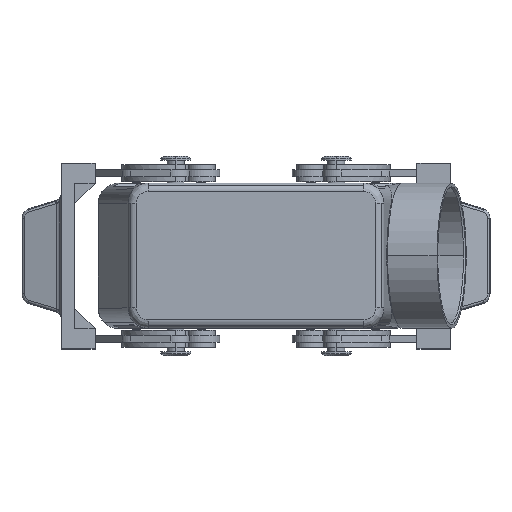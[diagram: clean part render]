
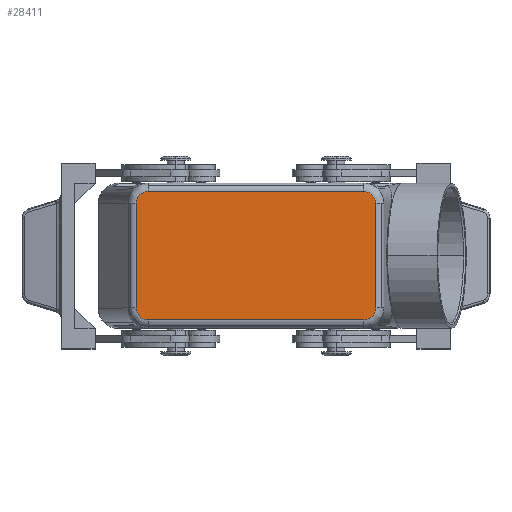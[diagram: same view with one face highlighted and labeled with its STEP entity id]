
A CAD part, top view. The second image highlights one B-rep face of the part: STEP entity #28411.
In plain terms, the highlighted planar face has unit normal (0, 0, 1).
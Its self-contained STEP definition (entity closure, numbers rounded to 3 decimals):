
#1744=CARTESIAN_POINT('',(-35.448,-15.5,76.0));
#1745=VERTEX_POINT('',#1744);
#1753=CARTESIAN_POINT('',(-35.448,15.5,76.0));
#1754=VERTEX_POINT('',#1753);
#1755=CARTESIAN_POINT('',(-35.448,-15.5,76.0));
#1756=DIRECTION('',(0.0,1.0,0.0));
#1757=VECTOR('',#1756,31.);
#1758=LINE('',#1755,#1757);
#1759=EDGE_CURVE('',#1745,#1754,#1758,.T.);
#28274=CARTESIAN_POINT('',(31.88,19.0,76.0));
#28275=VERTEX_POINT('',#28274);
#28283=CARTESIAN_POINT('',(35.448,15.5,76.0));
#28284=VERTEX_POINT('',#28283);
#28285=CARTESIAN_POINT('',(31.88,15.5,76.0));
#28286=DIRECTION('',(0.0,0.0,-1.0));
#28287=DIRECTION('',(1.0,0.0,0.0));
#28288=AXIS2_PLACEMENT_3D('',#28285,#28286,#28287);
#28289=ELLIPSE('',#28288,3.569,3.5);
#28290=EDGE_CURVE('',#28275,#28284,#28289,.T.);
#28344=CARTESIAN_POINT('',(35.448,-15.5,76.0));
#28345=VERTEX_POINT('',#28344);
#28346=CARTESIAN_POINT('',(35.448,15.5,76.0));
#28347=DIRECTION('',(0.0,-1.0,0.0));
#28348=VECTOR('',#28347,31.);
#28349=LINE('',#28346,#28348);
#28350=EDGE_CURVE('',#28284,#28345,#28349,.T.);
#28362=CARTESIAN_POINT('',(37.5,0.0,76.0));
#28363=DIRECTION('',(0.0,0.0,1.0));
#28364=DIRECTION('',(1.0,0.0,0.0));
#28365=AXIS2_PLACEMENT_3D('',#28362,#28363,#28364);
#28366=PLANE('',#28365);
#28367=ORIENTED_EDGE('',*,*,#28290,.F.);
#28368=CARTESIAN_POINT('',(-31.88,19.0,76.0));
#28369=VERTEX_POINT('',#28368);
#28370=CARTESIAN_POINT('',(-31.88,19.0,76.0));
#28371=DIRECTION('',(1.0,0.0,0.0));
#28372=VECTOR('',#28371,63.76);
#28373=LINE('',#28370,#28372);
#28374=EDGE_CURVE('',#28369,#28275,#28373,.T.);
#28375=ORIENTED_EDGE('',*,*,#28374,.F.);
#28376=CARTESIAN_POINT('',(-31.88,15.5,76.0));
#28377=DIRECTION('',(0.0,0.0,-1.0));
#28378=DIRECTION('',(-1.0,0.0,0.0));
#28379=AXIS2_PLACEMENT_3D('',#28376,#28377,#28378);
#28380=ELLIPSE('',#28379,3.569,3.5);
#28381=EDGE_CURVE('',#1754,#28369,#28380,.T.);
#28382=ORIENTED_EDGE('',*,*,#28381,.F.);
#28383=ORIENTED_EDGE('',*,*,#1759,.F.);
#28384=CARTESIAN_POINT('',(-31.88,-19.0,76.0));
#28385=VERTEX_POINT('',#28384);
#28386=CARTESIAN_POINT('',(-31.88,-15.5,76.0));
#28387=DIRECTION('',(0.0,0.0,-1.0));
#28388=DIRECTION('',(-1.0,0.0,0.0));
#28389=AXIS2_PLACEMENT_3D('',#28386,#28387,#28388);
#28390=ELLIPSE('',#28389,3.569,3.5);
#28391=EDGE_CURVE('',#28385,#1745,#28390,.T.);
#28392=ORIENTED_EDGE('',*,*,#28391,.F.);
#28393=CARTESIAN_POINT('',(31.88,-19.0,76.0));
#28394=VERTEX_POINT('',#28393);
#28395=CARTESIAN_POINT('',(31.88,-19.0,76.0));
#28396=DIRECTION('',(-1.0,0.0,0.0));
#28397=VECTOR('',#28396,63.76);
#28398=LINE('',#28395,#28397);
#28399=EDGE_CURVE('',#28394,#28385,#28398,.T.);
#28400=ORIENTED_EDGE('',*,*,#28399,.F.);
#28401=CARTESIAN_POINT('',(31.88,-15.5,76.0));
#28402=DIRECTION('',(0.0,0.0,-1.0));
#28403=DIRECTION('',(1.0,0.0,0.0));
#28404=AXIS2_PLACEMENT_3D('',#28401,#28402,#28403);
#28405=ELLIPSE('',#28404,3.569,3.5);
#28406=EDGE_CURVE('',#28345,#28394,#28405,.T.);
#28407=ORIENTED_EDGE('',*,*,#28406,.F.);
#28408=ORIENTED_EDGE('',*,*,#28350,.F.);
#28409=EDGE_LOOP('',(#28367,#28375,#28382,#28383,#28392,#28400,#28407,#28408));
#28410=FACE_OUTER_BOUND('',#28409,.T.);
#28411=ADVANCED_FACE('',(#28410),#28366,.T.);
